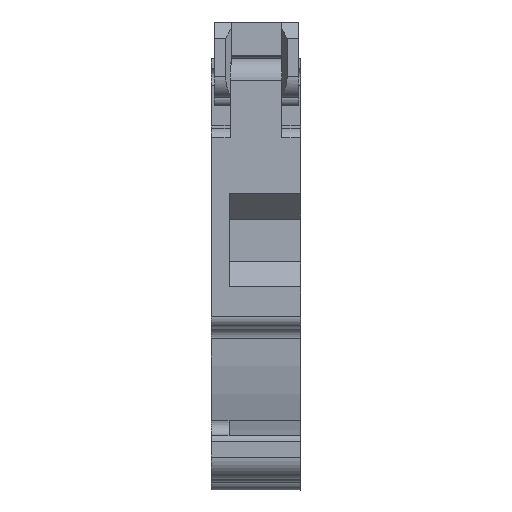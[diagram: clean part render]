
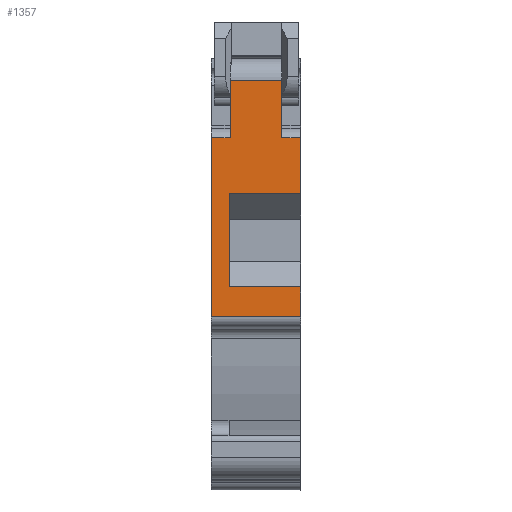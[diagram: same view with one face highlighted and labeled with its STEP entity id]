
A CAD part, front view. The second image highlights one B-rep face of the part: STEP entity #1357.
In plain terms, the highlighted planar face has unit normal (0, -1, 0).
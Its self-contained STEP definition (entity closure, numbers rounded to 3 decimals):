
#1281=AXIS2_PLACEMENT_3D('Plane Axis2P3D',#1278,#1279,#1280) ;
#146=CARTESIAN_POINT('Vertex',(8.099,0.025,32.054)) ;
#149=CARTESIAN_POINT('Line Origine',(8.099,0.025,29.527)) ;
#153=CARTESIAN_POINT('Vertex',(8.099,0.025,27.)) ;
#202=CARTESIAN_POINT('Vertex',(8.099,0.025,18.5)) ;
#205=CARTESIAN_POINT('Line Origine',(8.099,0.025,17.875)) ;
#209=CARTESIAN_POINT('Vertex',(8.099,0.025,17.25)) ;
#212=CARTESIAN_POINT('Line Origine',(8.099,0.025,16.5)) ;
#216=CARTESIAN_POINT('Vertex',(8.099,0.025,15.75)) ;
#1259=CARTESIAN_POINT('Line Origine',(7.243,0.025,32.054)) ;
#1263=CARTESIAN_POINT('Vertex',(6.387,0.025,32.054)) ;
#1278=CARTESIAN_POINT('Axis2P3D Location',(-0.001,0.027,17.25)) ;
#1283=CARTESIAN_POINT('Line Origine',(4.849,0.026,27.)) ;
#1287=CARTESIAN_POINT('Vertex',(1.599,0.027,27.)) ;
#1290=CARTESIAN_POINT('Line Origine',(6.387,0.025,34.652)) ;
#1294=CARTESIAN_POINT('Vertex',(6.387,0.025,37.25)) ;
#1297=CARTESIAN_POINT('Line Origine',(4.049,0.026,37.25)) ;
#1301=CARTESIAN_POINT('Vertex',(1.712,0.027,37.25)) ;
#1304=CARTESIAN_POINT('Line Origine',(1.712,0.027,34.652)) ;
#1308=CARTESIAN_POINT('Vertex',(1.712,0.027,32.054)) ;
#1311=CARTESIAN_POINT('Line Origine',(0.855,0.027,32.054)) ;
#1315=CARTESIAN_POINT('Vertex',(-0.001,0.027,32.054)) ;
#1318=CARTESIAN_POINT('Line Origine',(-0.001,0.027,23.902)) ;
#1322=CARTESIAN_POINT('Vertex',(-0.001,0.027,15.75)) ;
#1325=CARTESIAN_POINT('Line Origine',(4.049,0.026,15.75)) ;
#1330=CARTESIAN_POINT('Line Origine',(4.849,0.026,18.5)) ;
#1334=CARTESIAN_POINT('Vertex',(1.599,0.027,18.5)) ;
#1337=CARTESIAN_POINT('Line Origine',(1.599,0.027,22.75)) ;
#150=DIRECTION('Vector Direction',(0.,0.,1.)) ;
#206=DIRECTION('Vector Direction',(0.,0.,1.)) ;
#213=DIRECTION('Vector Direction',(0.,0.,1.)) ;
#1260=DIRECTION('Vector Direction',(1.,0.,0.)) ;
#1279=DIRECTION('Axis2P3D Direction',(0.,1.,0.)) ;
#1280=DIRECTION('Axis2P3D XDirection',(0.,0.,1.)) ;
#1284=DIRECTION('Vector Direction',(-1.,0.,0.)) ;
#1291=DIRECTION('Vector Direction',(0.,0.,1.)) ;
#1298=DIRECTION('Vector Direction',(-1.,0.,0.)) ;
#1305=DIRECTION('Vector Direction',(0.,0.,1.)) ;
#1312=DIRECTION('Vector Direction',(1.,0.,0.)) ;
#1319=DIRECTION('Vector Direction',(0.,0.,1.)) ;
#1326=DIRECTION('Vector Direction',(-1.,0.,0.)) ;
#1331=DIRECTION('Vector Direction',(1.,0.,0.)) ;
#1338=DIRECTION('Vector Direction',(0.,0.,1.)) ;
#151=VECTOR('Line Direction',#150,1.) ;
#207=VECTOR('Line Direction',#206,1.) ;
#214=VECTOR('Line Direction',#213,1.) ;
#1261=VECTOR('Line Direction',#1260,1.) ;
#1285=VECTOR('Line Direction',#1284,1.) ;
#1292=VECTOR('Line Direction',#1291,1.) ;
#1299=VECTOR('Line Direction',#1298,1.) ;
#1306=VECTOR('Line Direction',#1305,1.) ;
#1313=VECTOR('Line Direction',#1312,1.) ;
#1320=VECTOR('Line Direction',#1319,1.) ;
#1327=VECTOR('Line Direction',#1326,1.) ;
#1332=VECTOR('Line Direction',#1331,1.) ;
#1339=VECTOR('Line Direction',#1338,1.) ;
#1343=ORIENTED_EDGE('',*,*,#1289,.T.) ;
#1344=ORIENTED_EDGE('',*,*,#155,.T.) ;
#1345=ORIENTED_EDGE('',*,*,#1265,.T.) ;
#1346=ORIENTED_EDGE('',*,*,#1296,.F.) ;
#1347=ORIENTED_EDGE('',*,*,#1303,.T.) ;
#1348=ORIENTED_EDGE('',*,*,#1310,.F.) ;
#1349=ORIENTED_EDGE('',*,*,#1317,.F.) ;
#1350=ORIENTED_EDGE('',*,*,#1324,.F.) ;
#1351=ORIENTED_EDGE('',*,*,#1329,.T.) ;
#1352=ORIENTED_EDGE('',*,*,#218,.T.) ;
#1353=ORIENTED_EDGE('',*,*,#211,.T.) ;
#1354=ORIENTED_EDGE('',*,*,#1336,.T.) ;
#1355=ORIENTED_EDGE('',*,*,#1341,.T.) ;
#1357=ADVANCED_FACE('39460 KLTR ASK1 EN.1\\KLTR Body',(#1356),#1282,.F.) ;
#155=EDGE_CURVE('',#154,#147,#152,.T.) ;
#211=EDGE_CURVE('',#210,#203,#208,.T.) ;
#218=EDGE_CURVE('',#217,#210,#215,.T.) ;
#1265=EDGE_CURVE('',#147,#1264,#1262,.F.) ;
#1289=EDGE_CURVE('',#1288,#154,#1286,.F.) ;
#1296=EDGE_CURVE('',#1295,#1264,#1293,.F.) ;
#1303=EDGE_CURVE('',#1295,#1302,#1300,.T.) ;
#1310=EDGE_CURVE('',#1309,#1302,#1307,.T.) ;
#1317=EDGE_CURVE('',#1316,#1309,#1314,.T.) ;
#1324=EDGE_CURVE('',#1323,#1316,#1321,.T.) ;
#1329=EDGE_CURVE('',#1323,#217,#1328,.F.) ;
#1336=EDGE_CURVE('',#203,#1335,#1333,.F.) ;
#1341=EDGE_CURVE('',#1335,#1288,#1340,.T.) ;
#1342=EDGE_LOOP('',(#1343,#1344,#1345,#1346,#1347,#1348,#1349,#1350,#1351,#1352,#1353,#1354,#1355)) ;
#1356=FACE_OUTER_BOUND('',#1342,.T.) ;
#152=LINE('Line',#149,#151) ;
#208=LINE('Line',#205,#207) ;
#215=LINE('Line',#212,#214) ;
#1262=LINE('Line',#1259,#1261) ;
#1286=LINE('Line',#1283,#1285) ;
#1293=LINE('Line',#1290,#1292) ;
#1300=LINE('Line',#1297,#1299) ;
#1307=LINE('Line',#1304,#1306) ;
#1314=LINE('Line',#1311,#1313) ;
#1321=LINE('Line',#1318,#1320) ;
#1328=LINE('Line',#1325,#1327) ;
#1333=LINE('Line',#1330,#1332) ;
#1340=LINE('Line',#1337,#1339) ;
#1282=PLANE('',#1281) ;
#147=VERTEX_POINT('',#146) ;
#154=VERTEX_POINT('',#153) ;
#203=VERTEX_POINT('',#202) ;
#210=VERTEX_POINT('',#209) ;
#217=VERTEX_POINT('',#216) ;
#1264=VERTEX_POINT('',#1263) ;
#1288=VERTEX_POINT('',#1287) ;
#1295=VERTEX_POINT('',#1294) ;
#1302=VERTEX_POINT('',#1301) ;
#1309=VERTEX_POINT('',#1308) ;
#1316=VERTEX_POINT('',#1315) ;
#1323=VERTEX_POINT('',#1322) ;
#1335=VERTEX_POINT('',#1334) ;
